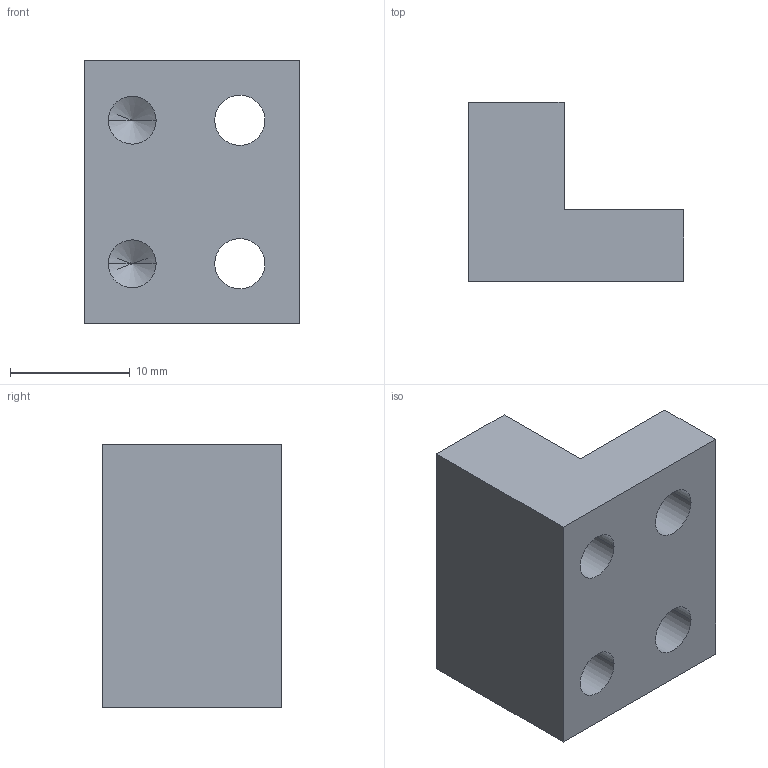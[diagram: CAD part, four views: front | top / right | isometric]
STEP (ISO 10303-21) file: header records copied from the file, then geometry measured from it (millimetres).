
FILE_DESCRIPTION((''),'2;1');
FILE_NAME('DM_CAD-2171','2015-09-29T',('Creinig-se'),(''),'PRO/ENGINEER BY PARAMETRIC TECHNOLOGY CORPORATION, 2013050','PRO/ENGINEER BY PARAMETRIC TECHNOLOGY CORPORATION, 2013050','');
FILE_SCHEMA(('CONFIG_CONTROL_DESIGN'));
Length unit declared in the file: millimetre
Products named in the file (1): DM_CAD-2171
Bounding box: 18 x 15 x 22 mm (x, y, z)
Volume: 3546.7 mm3; surface area: 2048.5 mm2
Topology: 1 solids, 1 shells, 24 faces, 58 edges, 34 vertices
Faces by surface type: plane 8, cone 8, cylinder 8
Entity records: 920 total; most frequent: DIRECTION 122, CARTESIAN_POINT 112, ORIENTED_EDGE 108, PRESENTATION_STYLE_ASSIGNMENT 55, STYLED_ITEM 55, CURVE_STYLE 54, EDGE_CURVE 54, AXIS2_PLACEMENT_3D 44
